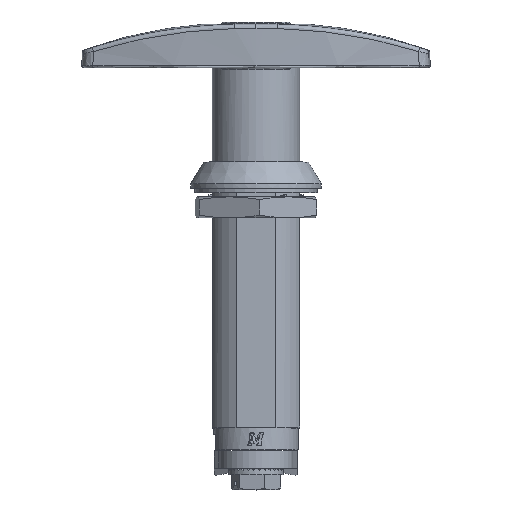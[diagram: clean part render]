
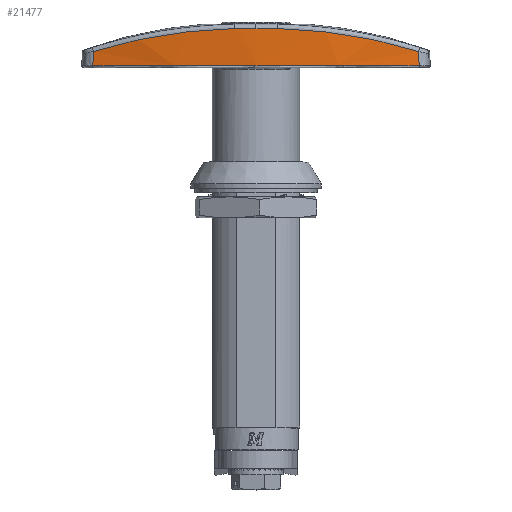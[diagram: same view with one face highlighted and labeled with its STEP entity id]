
A CAD part, top view. The second image highlights one B-rep face of the part: STEP entity #21477.
In plain terms, the highlighted cylindrical face has radius 157.6 mm (diameter 315.2 mm), a partial arc.
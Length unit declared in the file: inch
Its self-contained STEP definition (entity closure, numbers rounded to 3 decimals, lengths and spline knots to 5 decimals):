
#963 = AXIS2_PLACEMENT_3D ( 'NONE', #11676, #33244, #3197 ) ;
#1436 = CARTESIAN_POINT ( 'NONE',  ( 0.30585, 1.43756, 0.46593 ) ) ;
#1690 = VERTEX_POINT ( 'NONE', #30054 ) ;
#1977 = CARTESIAN_POINT ( 'NONE',  ( -0.83891, 1.38159, 0.41547 ) ) ;
#2127 = EDGE_LOOP ( 'NONE', ( #19841, #10587, #22680, #27642, #9540, #6591, #23558 ) ) ;
#2163 = B_SPLINE_CURVE_WITH_KNOTS ( 'NONE', 3,
 ( #14999, #30950, #9193, #25806, #33921, #9711, #19801, #25105, #11847, #6730, #31115, #28117, #30599, #27946, #30422, #12188, #6203, #9015, #3549, #14310, #6380, #14486, #6899, #1436, #14657 ),
 .UNSPECIFIED., .F., .F.,
 ( 4, 2, 2, 1, 1, 1, 2, 2, 2, 1, 1, 1, 1, 2, 2, 4 ),
 ( 0., 0.25, 0.375, 0.4375, 0.46875, 0.48438, 0.49219, 0.5, 0.625, 0.6875, 0.71875, 0.73438, 0.74219, 0.74609, 0.75, 1. ),
 .UNSPECIFIED. ) ;
#2397 = CARTESIAN_POINT ( 'NONE',  ( 0., 5.55139, -5.73228 ) ) ;
#3197 = DIRECTION ( 'NONE',  ( 0., 0., -1. ) ) ;
#3214 = CARTESIAN_POINT ( 'NONE',  ( -0.42745, 1.42917, 0.4578 ) ) ;
#3380 = CARTESIAN_POINT ( 'NONE',  ( 1.46962, 1.19081, 0.29589 ) ) ;
#3549 = CARTESIAN_POINT ( 'NONE',  ( 0.53224, 1.42036, 0.44957 ) ) ;
#4262 = B_SPLINE_CURVE_WITH_KNOTS ( 'NONE', 3,
 ( #8036, #5914, #16510, #26783 ),
 .UNSPECIFIED., .F., .F.,
 ( 4, 4 ),
 ( 0., 1. ),
 .UNSPECIFIED. ) ;
#4789 = CARTESIAN_POINT ( 'NONE',  ( -0.83567, 1.38211, 0.41591 ) ) ;
#4837 = CARTESIAN_POINT ( 'NONE',  ( -0.19292, 1.44094, 0.46944 ) ) ;
#4871 = FACE_OUTER_BOUND ( 'NONE', #2127, .T. ) ;
#5381 = AXIS2_PLACEMENT_3D ( 'NONE', #34231, #29121, #21156 ) ;
#5812 = CARTESIAN_POINT ( 'NONE',  ( 0., 1.44094, -5.73228 ) ) ;
#5914 = CARTESIAN_POINT ( 'NONE',  ( -1.46962, 1.19081, 0.29589 ) ) ;
#6203 = CARTESIAN_POINT ( 'NONE',  ( 0.56791, 1.41692, 0.44642 ) ) ;
#6237 = VERTEX_POINT ( 'NONE', #30484 ) ;
#6380 = CARTESIAN_POINT ( 'NONE',  ( 0.52373, 1.42115, 0.4503 ) ) ;
#6590 = CARTESIAN_POINT ( 'NONE',  ( 1.47275, 1.1063, 0.29512 ) ) ;
#6591 = ORIENTED_EDGE ( 'NONE', *, *, #25876, .F. ) ;
#6701 = AXIS2_PLACEMENT_3D ( 'NONE', #2397, #21635, #34730 ) ;
#6730 = CARTESIAN_POINT ( 'NONE',  ( 0.85545, 1.37891, 0.41319 ) ) ;
#6899 = CARTESIAN_POINT ( 'NONE',  ( 0.41502, 1.43106, 0.45945 ) ) ;
#8036 = CARTESIAN_POINT ( 'NONE',  ( -1.46806, 1.23307, 0.29627 ) ) ;
#8864 = CARTESIAN_POINT ( 'NONE',  ( -0.62905, 1.41062, 0.44071 ) ) ;
#9015 = CARTESIAN_POINT ( 'NONE',  ( 0.54414, 1.41924, 0.44854 ) ) ;
#9045 = EDGE_CURVE ( 'NONE', #1690, #33142, #4262, .T. ) ;
#9193 = CARTESIAN_POINT ( 'NONE',  ( 1.26395, 1.29351, 0.34327 ) ) ;
#9540 = ORIENTED_EDGE ( 'NONE', *, *, #9914, .F. ) ;
#9711 = CARTESIAN_POINT ( 'NONE',  ( 0.97544, 1.35765, 0.39535 ) ) ;
#9914 = EDGE_CURVE ( 'NONE', #30101, #33142, #24091, .T. ) ;
#10493 = VERTEX_POINT ( 'NONE', #15776 ) ;
#10587 = ORIENTED_EDGE ( 'NONE', *, *, #12208, .T. ) ;
#11513 = CARTESIAN_POINT ( 'NONE',  ( -0.51878, 1.4216, 0.45072 ) ) ;
#11676 = CARTESIAN_POINT ( 'NONE',  ( 0., 1.1063, -5.73228 ) ) ;
#11847 = CARTESIAN_POINT ( 'NONE',  ( 0.8655, 1.37726, 0.41179 ) ) ;
#11906 = CARTESIAN_POINT ( 'NONE',  ( -1.47275, 1.1063, 0.29512 ) ) ;
#12188 = CARTESIAN_POINT ( 'NONE',  ( 0.61531, 1.41199, 0.44196 ) ) ;
#12203 = CARTESIAN_POINT ( 'NONE',  ( -1.26563, 1.29719, 0.34556 ) ) ;
#12208 = EDGE_CURVE ( 'NONE', #32088, #22840, #25697, .T. ) ;
#13974 = CARTESIAN_POINT ( 'NONE',  ( -0.47418, 1.42548, 0.45432 ) ) ;
#14131 = CARTESIAN_POINT ( 'NONE',  ( 1.47275, 1.1063, 0.29512 ) ) ;
#14180 = AXIS2_PLACEMENT_3D ( 'NONE', #5812, #18553, #29332 ) ;
#14310 = CARTESIAN_POINT ( 'NONE',  ( 0.52713, 1.42083, 0.45001 ) ) ;
#14486 = CARTESIAN_POINT ( 'NONE',  ( 0.52197, 1.42131, 0.45045 ) ) ;
#14657 = CARTESIAN_POINT ( 'NONE',  ( 0.19292, 1.44094, 0.46944 ) ) ;
#14999 = CARTESIAN_POINT ( 'NONE',  ( 1.46806, 1.23307, 0.29627 ) ) ;
#15193 = CARTESIAN_POINT ( 'NONE',  ( -0.74957, 1.39514, 0.4271 ) ) ;
#15322 = CIRCLE ( 'NONE', #14180, 6.20472 ) ;
#15776 = CARTESIAN_POINT ( 'NONE',  ( 1.46806, 1.23307, 0.29627 ) ) ;
#16156 = CYLINDRICAL_SURFACE ( 'NONE', #6701, 6.20472 ) ;
#16510 = CARTESIAN_POINT ( 'NONE',  ( -1.47119, 1.14856, 0.2955 ) ) ;
#16647 = B_SPLINE_CURVE_WITH_KNOTS ( 'NONE', 3,
 ( #27597, #3380, #27071, #14131 ),
 .UNSPECIFIED., .F., .F.,
 ( 4, 4 ),
 ( 0., 1. ),
 .UNSPECIFIED. ) ;
#16650 = CARTESIAN_POINT ( 'NONE',  ( -0.24941, 1.43925, 0.46768 ) ) ;
#17134 = EDGE_CURVE ( 'NONE', #22840, #1690, #32876, .T. ) ;
#18319 = CARTESIAN_POINT ( 'NONE',  ( 0., 1.44094, 0.47244 ) ) ;
#18553 = DIRECTION ( 'NONE',  ( 0., -1., 0. ) ) ;
#19472 = CARTESIAN_POINT ( 'NONE',  ( -0.51389, 1.42204, 0.45112 ) ) ;
#19650 = CARTESIAN_POINT ( 'NONE',  ( -0.70951, 1.40052, 0.4318 ) ) ;
#19801 = CARTESIAN_POINT ( 'NONE',  ( 0.93561, 1.36517, 0.4016 ) ) ;
#19841 = ORIENTED_EDGE ( 'NONE', *, *, #29274, .T. ) ;
#20172 = CARTESIAN_POINT ( 'NONE',  ( -0.79601, 1.38829, 0.42119 ) ) ;
#20862 = CARTESIAN_POINT ( 'NONE',  ( -0.82907, 1.38316, 0.4168 ) ) ;
#21156 = DIRECTION ( 'NONE',  ( 1., 0., 0. ) ) ;
#21477 = ADVANCED_FACE ( 'NONE', ( #4871 ), #16156, .T. ) ;
#21635 = DIRECTION ( 'NONE',  ( 0., -1., 0. ) ) ;
#22128 = CARTESIAN_POINT ( 'NONE',  ( -0.19292, 1.44094, 0.46944 ) ) ;
#22680 = ORIENTED_EDGE ( 'NONE', *, *, #17134, .T. ) ;
#22840 = VERTEX_POINT ( 'NONE', #4837 ) ;
#22998 = CARTESIAN_POINT ( 'NONE',  ( -1.05674, 1.34652, 0.38562 ) ) ;
#23343 = CARTESIAN_POINT ( 'NONE',  ( -0.81916, 1.38472, 0.41814 ) ) ;
#23558 = ORIENTED_EDGE ( 'NONE', *, *, #34795, .T. ) ;
#24091 = CIRCLE ( 'NONE', #963, 6.20472 ) ;
#24773 = CARTESIAN_POINT ( 'NONE',  ( -0.49738, 1.4235, 0.45248 ) ) ;
#25105 = CARTESIAN_POINT ( 'NONE',  ( 0.88891, 1.37333, 0.40846 ) ) ;
#25697 = CIRCLE ( 'NONE', #5381, 6.20472 ) ;
#25806 = CARTESIAN_POINT ( 'NONE',  ( 1.10739, 1.33052, 0.37305 ) ) ;
#25876 = EDGE_CURVE ( 'NONE', #10493, #30101, #16647, .T. ) ;
#26000 = CARTESIAN_POINT ( 'NONE',  ( -1.46806, 1.23307, 0.29627 ) ) ;
#26783 = CARTESIAN_POINT ( 'NONE',  ( -1.47275, 1.1063, 0.29512 ) ) ;
#27071 = CARTESIAN_POINT ( 'NONE',  ( 1.47119, 1.14856, 0.2955 ) ) ;
#27442 = CARTESIAN_POINT ( 'NONE',  ( -0.30497, 1.43678, 0.46518 ) ) ;
#27597 = CARTESIAN_POINT ( 'NONE',  ( 1.46806, 1.23307, 0.29627 ) ) ;
#27614 = CARTESIAN_POINT ( 'NONE',  ( -0.38686, 1.4319, 0.46043 ) ) ;
#27642 = ORIENTED_EDGE ( 'NONE', *, *, #9045, .T. ) ;
#27946 = CARTESIAN_POINT ( 'NONE',  ( 0.73613, 1.39718, 0.42886 ) ) ;
#28117 = CARTESIAN_POINT ( 'NONE',  ( 0.84534, 1.38056, 0.41459 ) ) ;
#29121 = DIRECTION ( 'NONE',  ( 0., -1., 0. ) ) ;
#29274 = EDGE_CURVE ( 'NONE', #6237, #32088, #15322, .T. ) ;
#29332 = DIRECTION ( 'NONE',  ( 1., 0., 0. ) ) ;
#30054 = CARTESIAN_POINT ( 'NONE',  ( -1.46806, 1.23307, 0.29627 ) ) ;
#30101 = VERTEX_POINT ( 'NONE', #6590 ) ;
#30265 = CARTESIAN_POINT ( 'NONE',  ( -0.51719, 1.42174, 0.45085 ) ) ;
#30422 = CARTESIAN_POINT ( 'NONE',  ( 0.65569, 1.40727, 0.43776 ) ) ;
#30444 = CARTESIAN_POINT ( 'NONE',  ( -0.50894, 1.42248, 0.45153 ) ) ;
#30484 = CARTESIAN_POINT ( 'NONE',  ( 0.19292, 1.44094, 0.46944 ) ) ;
#30599 = CARTESIAN_POINT ( 'NONE',  ( 0.78932, 1.38957, 0.42226 ) ) ;
#30950 = CARTESIAN_POINT ( 'NONE',  ( 1.36681, 1.26514, 0.32092 ) ) ;
#31115 = CARTESIAN_POINT ( 'NONE',  ( 0.84875, 1.38, 0.41412 ) ) ;
#32088 = VERTEX_POINT ( 'NONE', #18319 ) ;
#32876 = B_SPLINE_CURVE_WITH_KNOTS ( 'NONE', 3,
 ( #22128, #16650, #27442, #27614, #3214, #13974, #24773, #30444, #19472, #30265, #11513, #33079, #8864, #19650, #15193, #20172, #23343, #20862, #4789, #1977, #22998, #12203, #26000 ),
 .UNSPECIFIED., .F., .F.,
 ( 4, 2, 1, 1, 1, 1, 2, 2, 2, 1, 1, 1, 2, 2, 4 ),
 ( 0., 0.125, 0.1875, 0.21875, 0.23438, 0.24219, 0.24609, 0.25, 0.375, 0.4375, 0.46875, 0.48438, 0.49219, 0.5, 1. ),
 .UNSPECIFIED. ) ;
#33079 = CARTESIAN_POINT ( 'NONE',  ( -0.57498, 1.41647, 0.44598 ) ) ;
#33142 = VERTEX_POINT ( 'NONE', #11906 ) ;
#33244 = DIRECTION ( 'NONE',  ( 0., -1., 0. ) ) ;
#33921 = CARTESIAN_POINT ( 'NONE',  ( 1.05483, 1.34193, 0.38236 ) ) ;
#34231 = CARTESIAN_POINT ( 'NONE',  ( 0., 1.44094, -5.73228 ) ) ;
#34730 = DIRECTION ( 'NONE',  ( 1., 0., 0. ) ) ;
#34795 = EDGE_CURVE ( 'NONE', #10493, #6237, #2163, .T. ) ;
